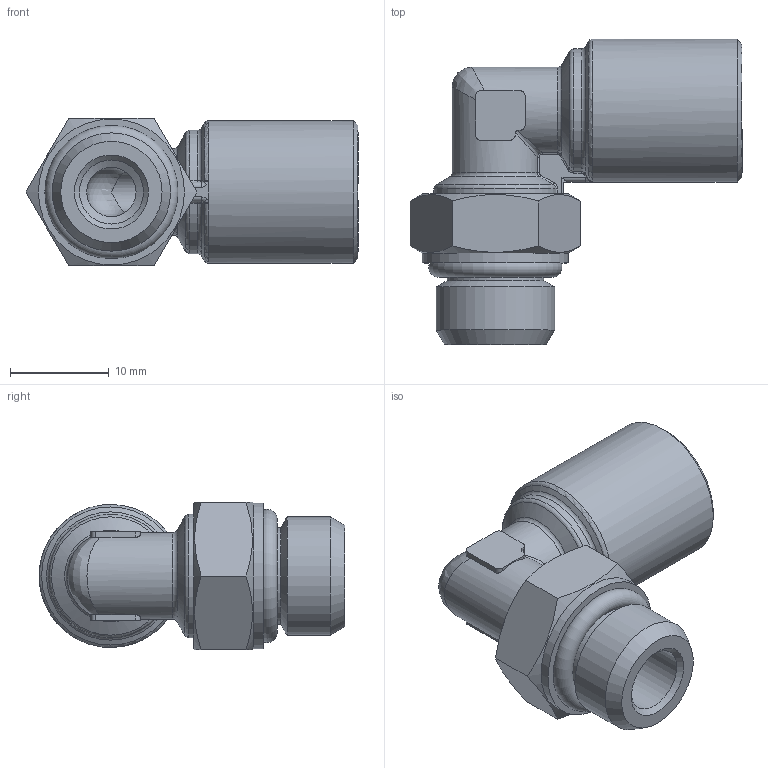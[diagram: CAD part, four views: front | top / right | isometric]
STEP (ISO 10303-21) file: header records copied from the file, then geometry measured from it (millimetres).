
FILE_DESCRIPTION(/* description */ ('STEP AP214'),/* implementation_level */ '2;1');
FILE_NAME(/* name */ 'T0060Q3P',/* time_stamp */ '2023-05-11T10:41:25+02:00',/* author */ ('License CC BY-ND 4.0'),/* organization */ ('CADENAS'),/* preprocessor_version */ 'ST-DEVELOPER v19.3',/* originating_system */ 'PARTsolutions',/* authorisation */ ' ');
FILE_SCHEMA (('AUTOMOTIVE_DESIGN {1 0 10303 214 3 1 1}'));
Length unit declared in the file: millimetre
Products named in the file (1): T0060Q3P
Bounding box: 33.66 x 31 x 15 mm (x, y, z)
Volume: 4921.3 mm3; surface area: 3668 mm2
Topology: 1 solids, 1 shells, 256 faces, 667 edges, 430 vertices
Faces by surface type: bspline 97, plane 95, cylinder 41, cone 13, torus 9, sphere 1
Full cylindrical faces by diameter (mm): 2.95 x1, 3.85 x1, 4 x1, 5 x1, 6.15 x2, 6.5 x1, 9.8 x1, 12 x2, 14.5 x1, 14.8 x1
Entity records: 13555 total; most frequent: CARTESIAN_POINT 6309, ORIENTED_EDGE 1256, DIRECTION 827, EDGE_CURVE 628, VERTEX_POINT 418, EDGE_LOOP 302, FACE_BOUND 302, LINE 295
